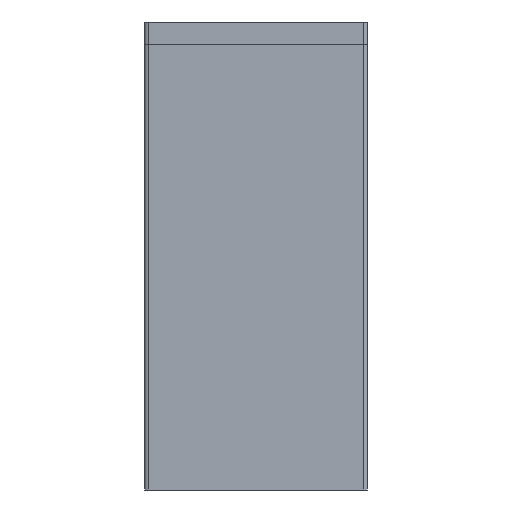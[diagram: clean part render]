
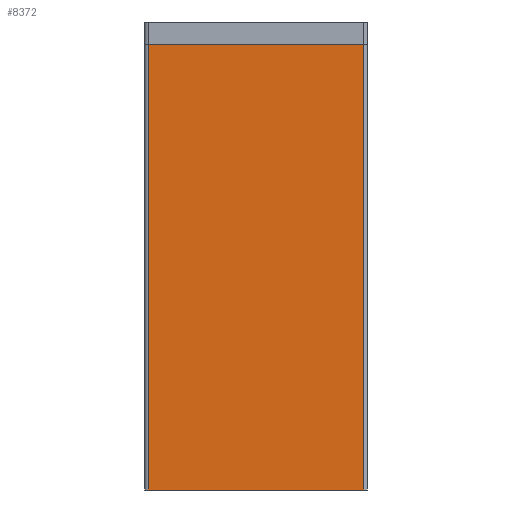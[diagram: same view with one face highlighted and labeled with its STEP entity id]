
A CAD part, left-side view. The second image highlights one B-rep face of the part: STEP entity #8372.
In plain terms, the highlighted planar face has unit normal (-1, 0, 0).
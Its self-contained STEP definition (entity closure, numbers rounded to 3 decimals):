
#357 = CARTESIAN_POINT ( 'NONE',  ( -10., 60., 14.5 ) ) ;
#363 = CARTESIAN_POINT ( 'NONE',  ( -10., 60., -14.5 ) ) ;
#374 = CARTESIAN_POINT ( 'NONE',  ( -10., 0., -14.5 ) ) ;
#380 = CARTESIAN_POINT ( 'NONE',  ( -10., 0., 14.5 ) ) ;
#515 = VERTEX_POINT ( 'NONE', #380 ) ;
#518 = VERTEX_POINT ( 'NONE', #374 ) ;
#521 = VERTEX_POINT ( 'NONE', #363 ) ;
#524 = VERTEX_POINT ( 'NONE', #357 ) ;
#1088 = EDGE_CURVE ( 'NONE', #521, #518, #1898, .T. ) ;
#1898 = LINE ( 'NONE', #6677, #1900 ) ;
#1900 = VECTOR ( 'NONE', #6675, 1000. ) ;
#4934 = EDGE_CURVE ( 'NONE', #521, #524, #8506, .T. ) ;
#4935 = EDGE_CURVE ( 'NONE', #524, #515, #8512, .T. ) ;
#4936 = EDGE_CURVE ( 'NONE', #518, #515, #8514, .T. ) ;
#5572 = ORIENTED_EDGE ( 'NONE', *, *, #4936, .T. ) ;
#5573 = ORIENTED_EDGE ( 'NONE', *, *, #4935, .F. ) ;
#5576 = ORIENTED_EDGE ( 'NONE', *, *, #4934, .F. ) ;
#5577 = ORIENTED_EDGE ( 'NONE', *, *, #1088, .T. ) ;
#5642 = EDGE_LOOP ( 'NONE', ( #5572, #5573, #5576, #5577 ) ) ;
#6231 = AXIS2_PLACEMENT_3D ( 'NONE', #9231, #9236, #9237 ) ;
#6675 = DIRECTION ( 'NONE',  ( 0., -1., 0. ) ) ;
#6677 = CARTESIAN_POINT ( 'NONE',  ( -10., 60., -14.5 ) ) ;
#7530 = FACE_OUTER_BOUND ( 'NONE', #5642, .T. ) ;
#8372 = ADVANCED_FACE ( 'NONE', ( #7530 ), #9234, .F. ) ;
#8506 = LINE ( 'NONE', #9682, #8513 ) ;
#8512 = LINE ( 'NONE', #9686, #8515 ) ;
#8513 = VECTOR ( 'NONE', #9676, 1000. ) ;
#8514 = LINE ( 'NONE', #9688, #8517 ) ;
#8515 = VECTOR ( 'NONE', #9687, 1000. ) ;
#8517 = VECTOR ( 'NONE', #9689, 1000. ) ;
#9231 = CARTESIAN_POINT ( 'NONE',  ( -10., 60., -14.5 ) ) ;
#9234 = PLANE ( 'NONE',  #6231 ) ;
#9236 = DIRECTION ( 'NONE',  ( 1., 0., 0. ) ) ;
#9237 = DIRECTION ( 'NONE',  ( 0., 0., -1. ) ) ;
#9676 = DIRECTION ( 'NONE',  ( 0., 0., 1. ) ) ;
#9682 = CARTESIAN_POINT ( 'NONE',  ( -10., 60., -14.5 ) ) ;
#9686 = CARTESIAN_POINT ( 'NONE',  ( -10., 60., 14.5 ) ) ;
#9687 = DIRECTION ( 'NONE',  ( 0., -1., 0. ) ) ;
#9688 = CARTESIAN_POINT ( 'NONE',  ( -10., 0., -14.5 ) ) ;
#9689 = DIRECTION ( 'NONE',  ( 0., 0., 1. ) ) ;
